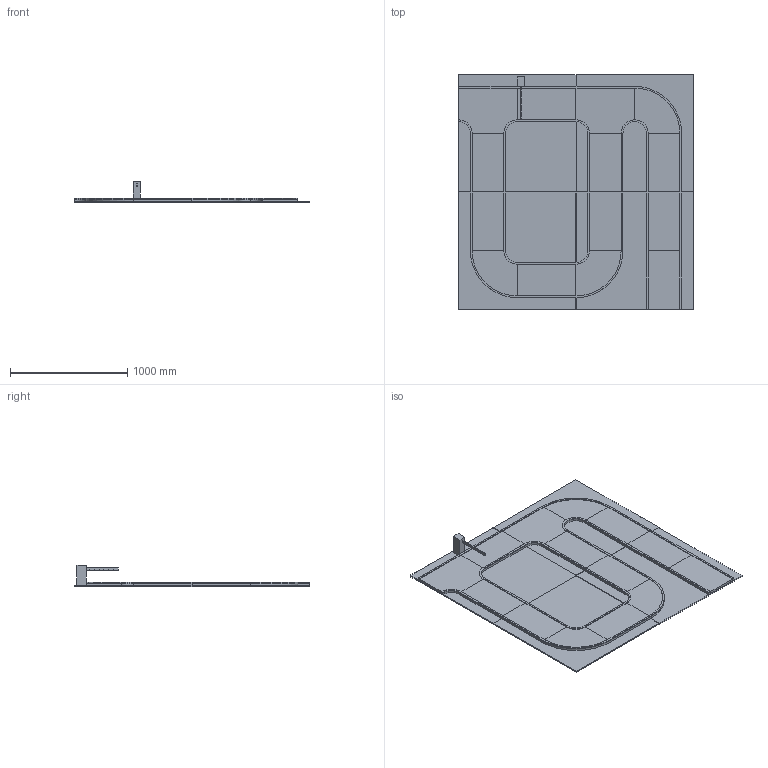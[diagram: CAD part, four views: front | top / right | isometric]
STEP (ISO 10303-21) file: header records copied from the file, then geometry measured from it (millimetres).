
FILE_DESCRIPTION(/* description */ (''),/* implementation_level */ '2;1');
FILE_NAME(/* name */ 'assy_mission_level_crossing.stp',/* time_stamp */ '2017-11-17T07:52:44+09:00',/* author */ ('Platform'),/* organization */ (''),/* preprocessor_version */ 'ST-DEVELOPER v16.13',/* originating_system */ 'Autodesk Inventor 2018',/* authorisation */ '');
FILE_SCHEMA (('AUTOMOTIVE_DESIGN { 1 0 10303 214 3 1 1 }'));
Products named in the file (16): assy_mission_level_crossing; assy_lower_plates; lower_plate v1; assy_curved_left; assy_three_way_intersection_left_open; assy_straight_both_white; assy_curved_right; upper_plate_curve v1; curved_line_big; assy_straight; upper_plate_straight v1; assy_three_way_intersection_left_closed; upper_plate_crossway v1; straight_line; curved_line_sml; bar
Assembly tree (40 placements, depth 3):
  assy_mission_level_crossing
    assy_lower_plates
      lower_plate v1  x4
    assy_straight  x8
      upper_plate_straight v1
      straight_line
    assy_curved_left
      upper_plate_curve v1
      curved_line_big
      curved_line_sml
    assy_three_way_intersection_left_open
      upper_plate_crossway v1
      straight_line
      curved_line_sml  x2
    assy_curved_right  x2
      upper_plate_curve v1
      curved_line_big
      curved_line_sml
    assy_straight_both_white
      upper_plate_straight v1
      straight_line  x2
    assy_three_way_intersection_left_closed
      upper_plate_crossway v1
      straight_line
      curved_line_sml  x2
    bar
Bounding box: 2000 x 2000 x 180 mm (x, y, z)
Volume: 97405304.6 mm3; surface area: 14922204.7 mm2
Topology: 55 solids, 55 shells, 351 faces, 724 edges, 488 vertices
Faces by surface type: plane 309, cylinder 42
Entity records: 3093 total; most frequent: DIRECTION 470, CARTESIAN_POINT 434, ORIENTED_EDGE 348, EDGE_CURVE 174, AXIS2_PLACEMENT_3D 160, LINE 150, VECTOR 150, VERTEX_POINT 116
